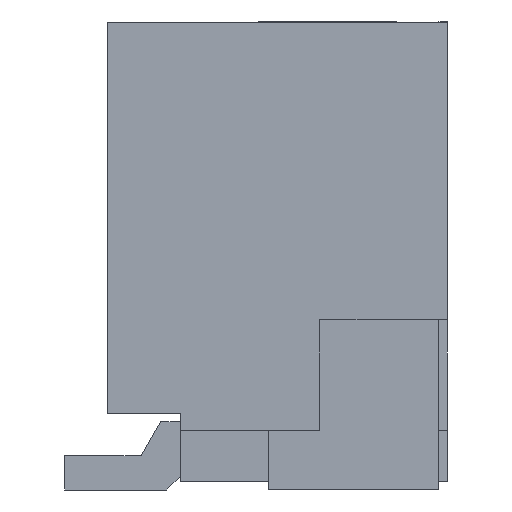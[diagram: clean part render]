
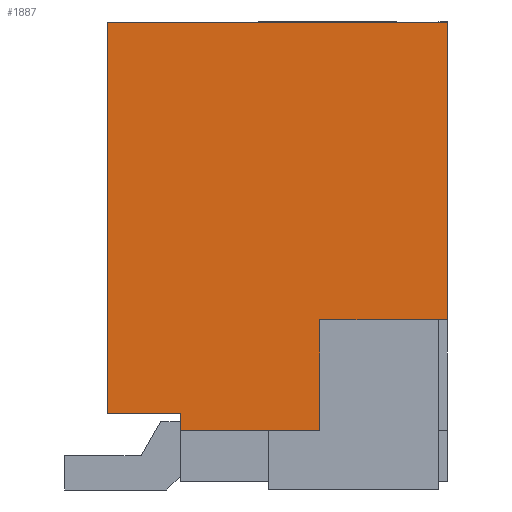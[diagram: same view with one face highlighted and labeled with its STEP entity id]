
A CAD part, left-side view. The second image highlights one B-rep face of the part: STEP entity #1887.
In plain terms, the highlighted planar face has unit normal (-1, 0, 0).
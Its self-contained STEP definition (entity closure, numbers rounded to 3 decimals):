
#112=FACE_OUTER_BOUND('',#211,.T.);
#211=EDGE_LOOP('',(#1603,#1604,#1605,#1606,#1607,#1608,#1609,#1610));
#213=LINE('',#2433,#460);
#227=LINE('',#2461,#474);
#271=LINE('',#2546,#518);
#289=LINE('',#2584,#536);
#315=LINE('',#2635,#562);
#453=LINE('',#2921,#700);
#455=LINE('',#2924,#702);
#458=LINE('',#2929,#705);
#460=VECTOR('',#1999,1000.);
#474=VECTOR('',#2015,1000.);
#518=VECTOR('',#2077,1000.);
#536=VECTOR('',#2113,1000.);
#562=VECTOR('',#2141,1000.);
#700=VECTOR('',#2413,1000.);
#702=VECTOR('',#2417,1000.);
#705=VECTOR('',#2424,1000.);
#706=VERTEX_POINT('',#2429);
#708=VERTEX_POINT('',#2432);
#720=VERTEX_POINT('',#2458);
#753=VERTEX_POINT('',#2544);
#763=VERTEX_POINT('',#2581);
#764=VERTEX_POINT('',#2583);
#868=VERTEX_POINT('',#2918);
#869=VERTEX_POINT('',#2920);
#871=EDGE_CURVE('',#708,#706,#213,.T.);
#885=EDGE_CURVE('',#706,#720,#227,.T.);
#929=EDGE_CURVE('',#753,#720,#271,.T.);
#947=EDGE_CURVE('',#764,#763,#289,.T.);
#973=EDGE_CURVE('',#753,#764,#315,.T.);
#1111=EDGE_CURVE('',#868,#869,#453,.T.);
#1113=EDGE_CURVE('',#869,#763,#455,.T.);
#1116=EDGE_CURVE('',#708,#868,#458,.T.);
#1603=ORIENTED_EDGE('',*,*,#1111,.F.);
#1604=ORIENTED_EDGE('',*,*,#1116,.F.);
#1605=ORIENTED_EDGE('',*,*,#871,.T.);
#1606=ORIENTED_EDGE('',*,*,#885,.T.);
#1607=ORIENTED_EDGE('',*,*,#929,.F.);
#1608=ORIENTED_EDGE('',*,*,#973,.T.);
#1609=ORIENTED_EDGE('',*,*,#947,.T.);
#1610=ORIENTED_EDGE('',*,*,#1113,.F.);
#1702=PLANE('',#1993);
#1887=ADVANCED_FACE('',(#112),#1702,.F.);
#1993=AXIS2_PLACEMENT_3D('',#2930,#2425,#2426);
#1999=DIRECTION('',(0.,0.,1.));
#2015=DIRECTION('',(0.,1.,0.));
#2077=DIRECTION('',(0.,0.,1.));
#2113=DIRECTION('',(0.,0.,-1.));
#2141=DIRECTION('',(0.,-1.,0.));
#2413=DIRECTION('',(0.,0.,-1.));
#2417=DIRECTION('',(0.,1.,0.));
#2424=DIRECTION('',(0.,1.,0.));
#2425=DIRECTION('center_axis',(1.,0.,0.));
#2426=DIRECTION('ref_axis',(0.,1.,0.));
#2429=CARTESIAN_POINT('',(-3.5,-1.,2.75));
#2432=CARTESIAN_POINT('',(-3.5,-1.,1.));
#2433=CARTESIAN_POINT('',(-3.5,-1.,0.05));
#2458=CARTESIAN_POINT('',(-3.5,1.,2.75));
#2461=CARTESIAN_POINT('',(-3.5,-1.,2.75));
#2544=CARTESIAN_POINT('',(-3.5,1.,0.45));
#2546=CARTESIAN_POINT('',(-3.5,1.,0.45));
#2581=CARTESIAN_POINT('',(-3.5,0.57,0.35));
#2583=CARTESIAN_POINT('',(-3.5,0.57,0.45));
#2584=CARTESIAN_POINT('',(-3.5,0.57,0.45));
#2635=CARTESIAN_POINT('',(-3.5,1.,0.45));
#2918=CARTESIAN_POINT('',(-3.5,-0.25,1.));
#2920=CARTESIAN_POINT('',(-3.5,-0.25,0.35));
#2921=CARTESIAN_POINT('',(-3.5,-0.25,0.45));
#2924=CARTESIAN_POINT('',(-3.5,-1.,0.35));
#2929=CARTESIAN_POINT('',(-3.5,-1.,1.));
#2930=CARTESIAN_POINT('Origin',(-3.5,-1.,0.45));
